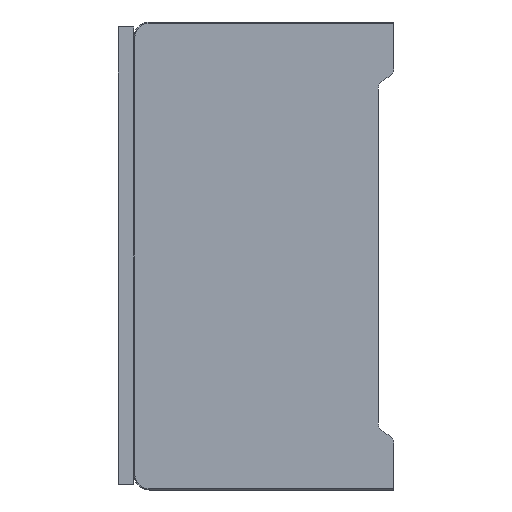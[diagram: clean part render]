
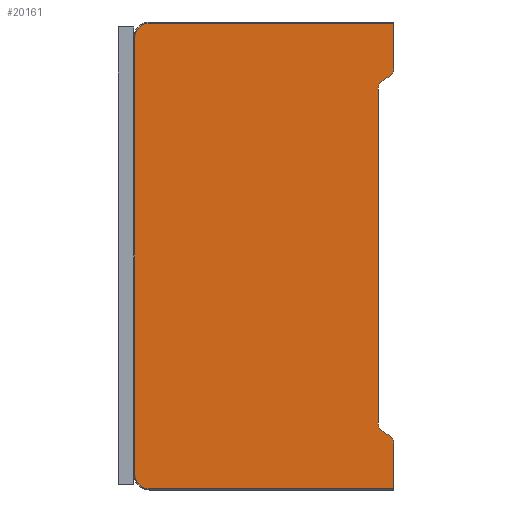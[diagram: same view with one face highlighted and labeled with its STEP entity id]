
A CAD part, left-side view. The second image highlights one B-rep face of the part: STEP entity #20161.
In plain terms, the highlighted planar face has unit normal (-1, 0, 0).
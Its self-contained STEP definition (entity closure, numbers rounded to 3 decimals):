
#877=DIRECTION('',(0.,0.,1.));
#878=VECTOR('',#877,8.8);
#879=CARTESIAN_POINT('',(0.,0.,-89.8));
#880=LINE('',#879,#878);
#913=DIRECTION('',(0.,0.,1.));
#914=VECTOR('',#913,64.226);
#915=CARTESIAN_POINT('',(0.,3.,-77.113));
#916=LINE('',#915,#914);
#1895=DIRECTION('',(0.,0.,-1.));
#1896=VECTOR('',#1895,84.);
#1897=CARTESIAN_POINT('',(0.,49.8,
-3.));
#1898=LINE('',#1897,#1896);
#1914=DIRECTION('',(0.,1.,0.));
#1915=VECTOR('',#1914,47.);
#1916=CARTESIAN_POINT('',(0.,0.,-0.2));
#1917=LINE('',#1916,#1915);
#1922=DIRECTION('',(0.,-0.866,-0.5));
#1923=VECTOR('',#1922,1.309);
#1924=CARTESIAN_POINT('',(0.,2.,-78.845));
#1925=LINE('',#1924,#1923);
#1926=CARTESIAN_POINT('',(0.,1.732,-81.));
#1927=DIRECTION('',(1.,0.,0.));
#1928=DIRECTION('',(0.,-0.5,0.866));
#1929=AXIS2_PLACEMENT_3D('',#1926,#1927,#1928);
#1931=CARTESIAN_POINT('',(0.,47.,-87.));
#1932=DIRECTION('',(1.,0.,0.));
#1933=DIRECTION('',(0.,0.,-1.));
#1934=AXIS2_PLACEMENT_3D('',#1931,#1932,#1933);
#1936=CARTESIAN_POINT('',(0.,47.,-3.));
#1937=DIRECTION('',(1.,0.,0.));
#1938=DIRECTION('',(0.,1.,0.));
#1939=AXIS2_PLACEMENT_3D('',#1936,#1937,#1938);
#1941=DIRECTION('',(0.,0.,-1.));
#1942=VECTOR('',#1941,8.8);
#1943=CARTESIAN_POINT('',(0.,0.,-0.2));
#1944=LINE('',#1943,#1942);
#1945=CARTESIAN_POINT('',(0.,1.732,-9.));
#1946=DIRECTION('',(1.,0.,0.));
#1947=DIRECTION('',(0.,-1.,0.));
#1948=AXIS2_PLACEMENT_3D('',#1945,#1946,#1947);
#1950=DIRECTION('',(0.,0.866,-0.5));
#1951=VECTOR('',#1950,1.309);
#1952=CARTESIAN_POINT('',(0.,0.866,-10.5));
#1953=LINE('',#1952,#1951);
#1954=CARTESIAN_POINT('',(0.,1.,-12.887));
#1955=DIRECTION('',(-1.,0.,0.));
#1956=DIRECTION('',(0.,0.5,0.866));
#1957=AXIS2_PLACEMENT_3D('',#1954,#1955,#1956);
#1959=CARTESIAN_POINT('',(0.,1.,-77.113));
#1960=DIRECTION('',(-1.,0.,0.));
#1961=DIRECTION('',(0.,1.,0.));
#1962=AXIS2_PLACEMENT_3D('',#1959,#1960,#1961);
#1968=DIRECTION('',(0.,-1.,0.));
#1969=VECTOR('',#1968,47.);
#1970=CARTESIAN_POINT('',(0.,47.,
-89.8));
#1971=LINE('',#1970,#1969);
#15358=CARTESIAN_POINT('',(0.,49.8,-87.));
#15359=VERTEX_POINT('',#15358);
#15360=CARTESIAN_POINT('',(0.,47.,
-89.8));
#15361=VERTEX_POINT('',#15360);
#15362=CARTESIAN_POINT('',(0.,49.8,-3.));
#15363=VERTEX_POINT('',#15362);
#15364=CARTESIAN_POINT('',(0.,47.,-0.2));
#15365=VERTEX_POINT('',#15364);
#15366=CARTESIAN_POINT('',(0.,0.,-0.2));
#15368=VERTEX_POINT('',#15366);
#15378=CARTESIAN_POINT('',(0.,0.,-9.));
#15379=VERTEX_POINT('',#15378);
#16861=CARTESIAN_POINT('',(0.,0.,-81.));
#16863=VERTEX_POINT('',#16861);
#16868=CARTESIAN_POINT('',(0.,0.,-89.8));
#16869=VERTEX_POINT('',#16868);
#16870=CARTESIAN_POINT('',(0.,0.866,-79.5));
#16872=VERTEX_POINT('',#16870);
#16877=CARTESIAN_POINT('',(0.,2.,-78.845));
#16879=VERTEX_POINT('',#16877);
#16882=CARTESIAN_POINT('',(0.,3.,-77.113));
#16884=VERTEX_POINT('',#16882);
#16889=CARTESIAN_POINT('',(0.,3.,-12.887));
#16891=VERTEX_POINT('',#16889);
#16910=CARTESIAN_POINT('',(0.,2.,-11.155));
#16912=VERTEX_POINT('',#16910);
#16917=CARTESIAN_POINT('',(0.,0.866,-10.5));
#16919=VERTEX_POINT('',#16917);
#20139=CARTESIAN_POINT('',(0.,24.9,-45.));
#20140=DIRECTION('',(1.,0.,0.));
#20141=DIRECTION('',(0.,0.,1.));
#20142=AXIS2_PLACEMENT_3D('',#20139,#20140,#20141);
#20143=PLANE('',#20142);
#20144=ORIENTED_EDGE('',*,*,#19023,.T.);
#20145=ORIENTED_EDGE('',*,*,#19005,.T.);
#20146=ORIENTED_EDGE('',*,*,#18987,.F.);
#20148=ORIENTED_EDGE('',*,*,#20147,.F.);
#20149=ORIENTED_EDGE('',*,*,#20091,.T.);
#20150=ORIENTED_EDGE('',*,*,#20106,.F.);
#20151=ORIENTED_EDGE('',*,*,#20120,.T.);
#20152=ORIENTED_EDGE('',*,*,#20132,.F.);
#20153=ORIENTED_EDGE('',*,*,#19155,.T.);
#20154=ORIENTED_EDGE('',*,*,#19137,.T.);
#20155=ORIENTED_EDGE('',*,*,#19119,.T.);
#20156=ORIENTED_EDGE('',*,*,#19101,.T.);
#20157=ORIENTED_EDGE('',*,*,#19059,.F.);
#20158=ORIENTED_EDGE('',*,*,#19041,.T.);
#20159=EDGE_LOOP('',(#20144,#20145,#20146,#20148,#20149,#20150,#20151,#20152,
#20153,#20154,#20155,#20156,#20157,#20158));
#20160=FACE_OUTER_BOUND('',#20159,.F.);
#1930=CIRCLE('',#1929,1.732);
#1935=CIRCLE('',#1934,2.8);
#1940=CIRCLE('',#1939,2.8);
#1949=CIRCLE('',#1948,1.732);
#1958=CIRCLE('',#1957,2.);
#1963=CIRCLE('',#1962,2.);
#18987=EDGE_CURVE('',#16869,#16863,#880,.T.);
#19005=EDGE_CURVE('',#16872,#16863,#1930,.T.);
#19023=EDGE_CURVE('',#16879,#16872,#1925,.T.);
#19041=EDGE_CURVE('',#16884,#16879,#1963,.T.);
#19059=EDGE_CURVE('',#16884,#16891,#916,.T.);
#19101=EDGE_CURVE('',#16912,#16891,#1958,.T.);
#19119=EDGE_CURVE('',#16919,#16912,#1953,.T.);
#19137=EDGE_CURVE('',#15379,#16919,#1949,.T.);
#19155=EDGE_CURVE('',#15368,#15379,#1944,.T.);
#20091=EDGE_CURVE('',#15361,#15359,#1935,.T.);
#20106=EDGE_CURVE('',#15363,#15359,#1898,.T.);
#20120=EDGE_CURVE('',#15363,#15365,#1940,.T.);
#20132=EDGE_CURVE('',#15368,#15365,#1917,.T.);
#20147=EDGE_CURVE('',#15361,#16869,#1971,.T.);
#20161=ADVANCED_FACE('',(#20160),#20143,.F.);
